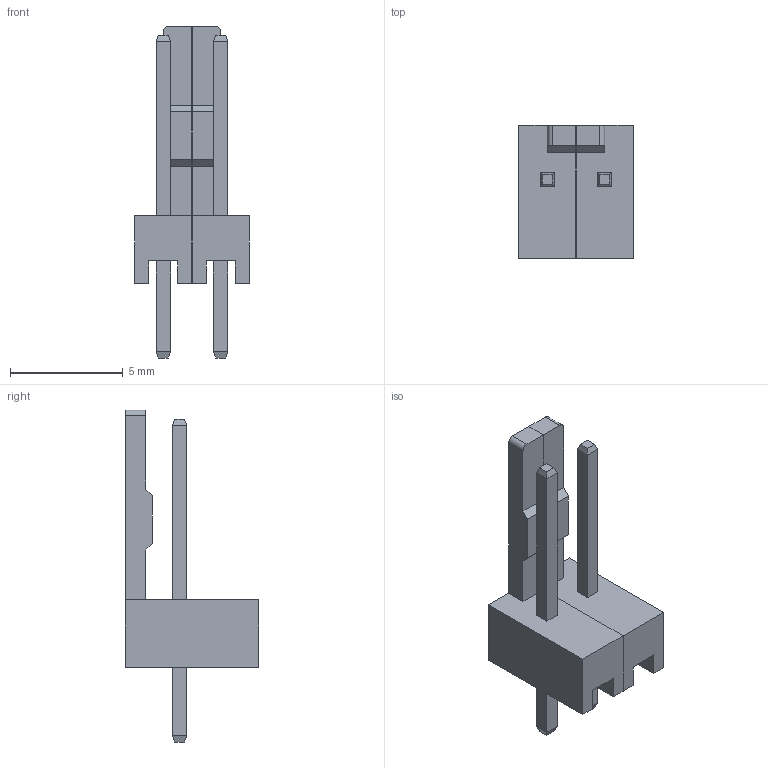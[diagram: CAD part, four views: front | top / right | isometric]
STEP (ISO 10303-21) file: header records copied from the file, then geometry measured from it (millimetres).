
FILE_DESCRIPTION(/* description */ (''),/* implementation_level */ '2;1');
FILE_NAME(/* name */ 'Component''WF-02.stp',/* time_stamp */ '2020-05-21T10:46:24+03:00',/* author */ ('perevozchikovaa'),/* organization */ (''),/* preprocessor_version */ 'ST-DEVELOPER v17.2',/* originating_system */ 'Autodesk Inventor 2019',/* authorisation */ '');
FILE_SCHEMA (('AUTOMOTIVE_DESIGN { 1 0 10303 214 3 1 1 }'));
Length unit declared in the file: millimetre
Products named in the file (3): Сборка1; WF_l; WF_r
Assembly tree (2 placements, depth 2):
  Сборка1
    WF_l
    WF_r
Bounding box: 5.08 x 5.9 x 14.7 mm (x, y, z)
Volume: 105.5 mm3; surface area: 317.6 mm2
Topology: 2 solids, 2 shells, 72 faces, 176 edges, 112 vertices
Faces by surface type: plane 70, cylinder 2
Entity records: 2269 total; most frequent: CARTESIAN_POINT 365, ORIENTED_EDGE 352, DIRECTION 334, EDGE_CURVE 176, LINE 172, VECTOR 172, VERTEX_POINT 112, AXIS2_PLACEMENT_3D 81
